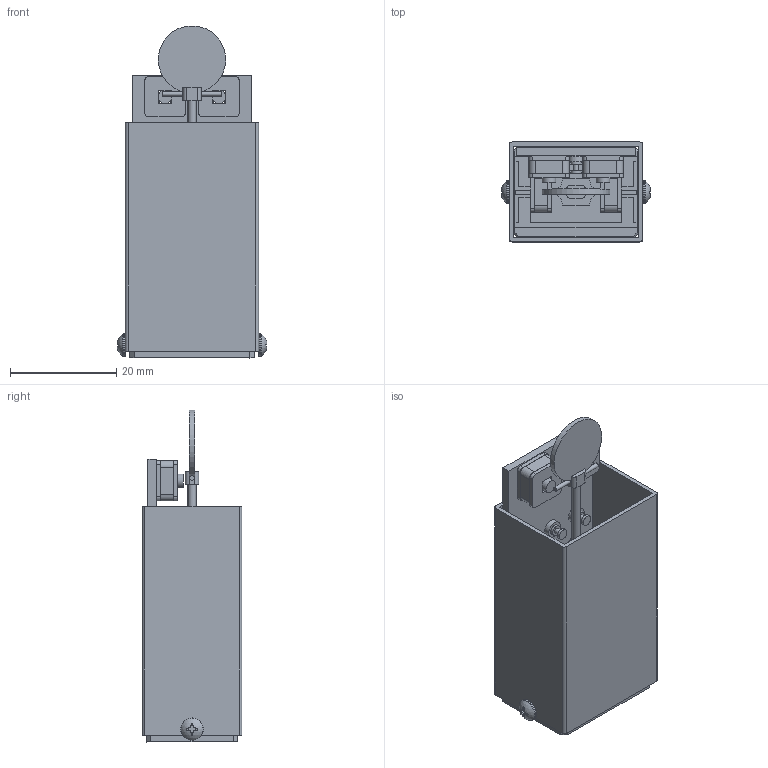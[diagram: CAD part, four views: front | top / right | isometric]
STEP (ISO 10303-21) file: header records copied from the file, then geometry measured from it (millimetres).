
FILE_DESCRIPTION(/* description */ ('STEP AP242','CAx-IF Rec.Pracs.---Representation and Presentation of Product Manufacturing Information (PMI)---4.0---2014-10-13','CAx-IF Rec.Pracs.---3D Tessellated Geometry---0.4---2014-09-14','2;1'),/* implementation_level */ '2;1');
FILE_NAME(/* name */ '6501de126703a651fe155ffc',/* time_stamp */ '2023-09-13T16:06:43Z',/* author */ (''),/* organization */ (''),/* preprocessor_version */ 'ST-DEVELOPER v19.4',/* originating_system */ ' ',/* authorisation */ ' ');
FILE_SCHEMA (('AP242_MANAGED_MODEL_BASED_3D_ENGINEERING_MIM_LF { 1 0 10303 442 1 1 4 }'));
Length unit declared in the file: metre
Products named in the file (13): SC30; can; coil; pin; Magnets; Base; bottom; bobbin; magnet; blackplate; rod; 91249A042_Black-Oxide 18-8 Stainless Steel Pan Head Phillips Screws; mirror
Assembly tree (32 placements, depth 2):
  SC30
    can
    coil  x4
    pin  x7
    Magnets
    Base
    bottom  x7
    bobbin  x4
    magnet  x2
    blackplate
    rod
    91249A042_Black-Oxide 18-8 Stainless Steel Pan Head Phillips Screws  x2
    mirror
Bounding box: 28.25 x 18.8 x 62.62 mm (x, y, z)
Volume: 9877 mm3; surface area: 16523.2 mm2
Topology: 32 solids, 32 shells, 515 faces, 1279 edges, 860 vertices
Faces by surface type: plane 309, cylinder 166, cone 20, bspline 12, torus 6, sphere 2
Full cylindrical faces by diameter (mm): 0.827 x2, 1.016 x7, 1.524 x2, 1.778 x4, 2.032 x14, 2.286 x14, 2.54 x2, 3.048 x2, 3.15 x7, 3.175 x3, 4.242 x2
Entity records: 8963 total; most frequent: CARTESIAN_POINT 2231, DIRECTION 1328, ORIENTED_EDGE 1268, EDGE_CURVE 634, AXIS2_PLACEMENT_3D 475, VERTEX_POINT 447, LINE 378, VECTOR 378
